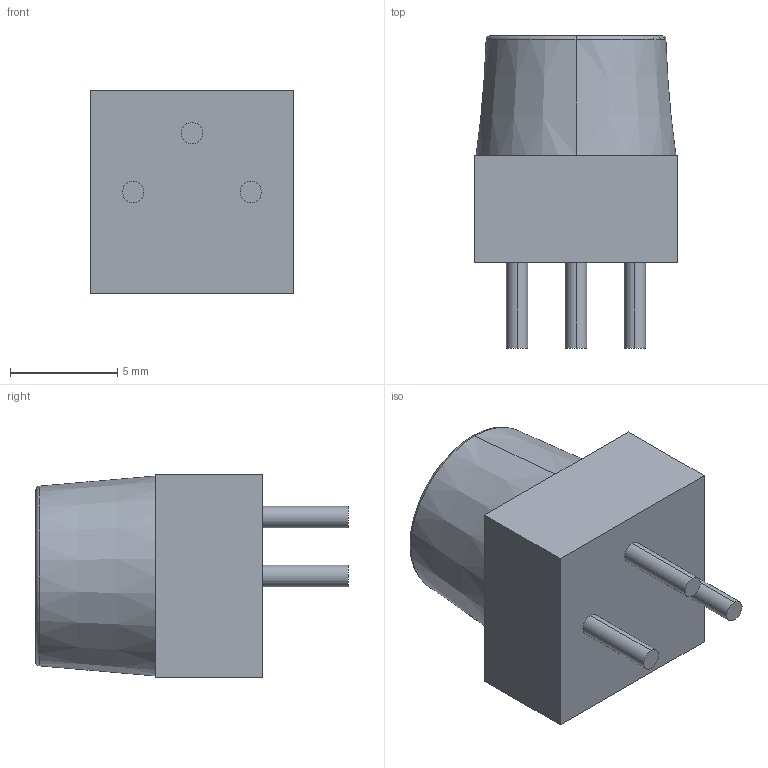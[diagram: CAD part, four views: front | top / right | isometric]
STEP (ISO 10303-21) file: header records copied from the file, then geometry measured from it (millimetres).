
FILE_DESCRIPTION (( 'STEP AP214' ), '1' );
FILE_NAME ('Poteneciometro con perilla.STEP', '2020-12-05T00:11:54', ( '' ), ( '' ), 'SwSTEP 2.0', 'SolidWorks 2020', '' );
FILE_SCHEMA (( 'AUTOMOTIVE_DESIGN' ));
Length unit declared in the file: millimetre
Products named in the file (1): Poteneciometro con perilla
Bounding box: 9.5 x 14.59 x 9.5 mm (x, y, z)
Volume: 800.6 mm3; surface area: 558 mm2
Topology: 1 solids, 1 shells, 28 faces, 63 edges, 41 vertices
Faces by surface type: plane 18, cylinder 6, torus 2, cone 2
Entity records: 1028 total; most frequent: CARTESIAN_POINT 139, DIRECTION 139, ORIENTED_EDGE 126, EDGE_CURVE 63, AXIS2_PLACEMENT_3D 49, VERTEX_POINT 41, LINE 41, VECTOR 41
